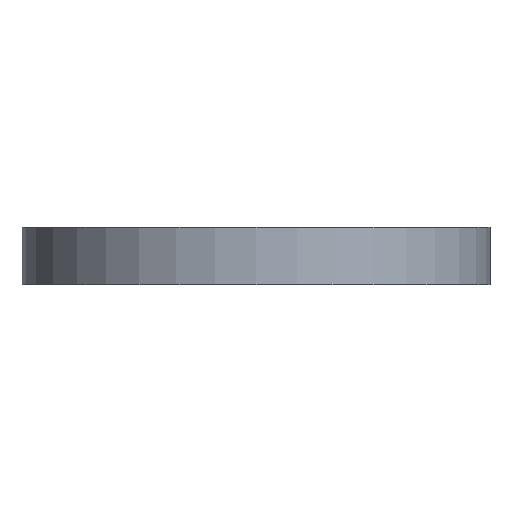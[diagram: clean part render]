
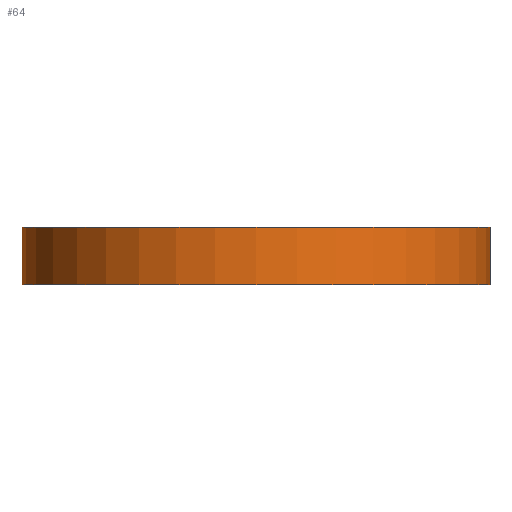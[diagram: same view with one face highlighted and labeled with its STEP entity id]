
A CAD part, front view. The second image highlights one B-rep face of the part: STEP entity #64.
In plain terms, the highlighted cylindrical face has radius 39 mm (diameter 78 mm), a full revolution.
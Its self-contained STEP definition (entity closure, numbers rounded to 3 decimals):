
#16=LINE('',#121,#18);
#18=VECTOR('',#106,39.);
#20=CYLINDRICAL_SURFACE('',#86,39.);
#26=FACE_OUTER_BOUND('',#32,.T.);
#32=EDGE_LOOP('',(#55,#56,#57,#58));
#33=CIRCLE('',#80,39.);
#35=CIRCLE('',#83,39.);
#37=VERTEX_POINT('',#109);
#39=VERTEX_POINT('',#114);
#41=EDGE_CURVE('',#37,#37,#33,.T.);
#43=EDGE_CURVE('',#39,#39,#35,.T.);
#46=EDGE_CURVE('',#37,#39,#16,.T.);
#55=ORIENTED_EDGE('',*,*,#41,.F.);
#56=ORIENTED_EDGE('',*,*,#46,.T.);
#57=ORIENTED_EDGE('',*,*,#43,.T.);
#58=ORIENTED_EDGE('',*,*,#46,.F.);
#64=ADVANCED_FACE('',(#26),#20,.T.);
#80=AXIS2_PLACEMENT_3D('',#110,#91,#92);
#83=AXIS2_PLACEMENT_3D('',#115,#97,#98);
#86=AXIS2_PLACEMENT_3D('',#120,#104,#105);
#91=DIRECTION('center_axis',(0.,0.,1.));
#92=DIRECTION('ref_axis',(1.,0.,0.));
#97=DIRECTION('center_axis',(0.,0.,1.));
#98=DIRECTION('ref_axis',(1.,0.,0.));
#104=DIRECTION('center_axis',(0.,0.,1.));
#105=DIRECTION('ref_axis',(1.,0.,0.));
#106=DIRECTION('',(0.,0.,-1.));
#109=CARTESIAN_POINT('',(-139.,150.,10.1));
#110=CARTESIAN_POINT('Origin',(-100.,150.,10.1));
#114=CARTESIAN_POINT('',(-139.,150.,0.6));
#115=CARTESIAN_POINT('Origin',(-100.,150.,0.6));
#120=CARTESIAN_POINT('Origin',(-100.,150.,0.));
#121=CARTESIAN_POINT('',(-139.,150.,0.));
